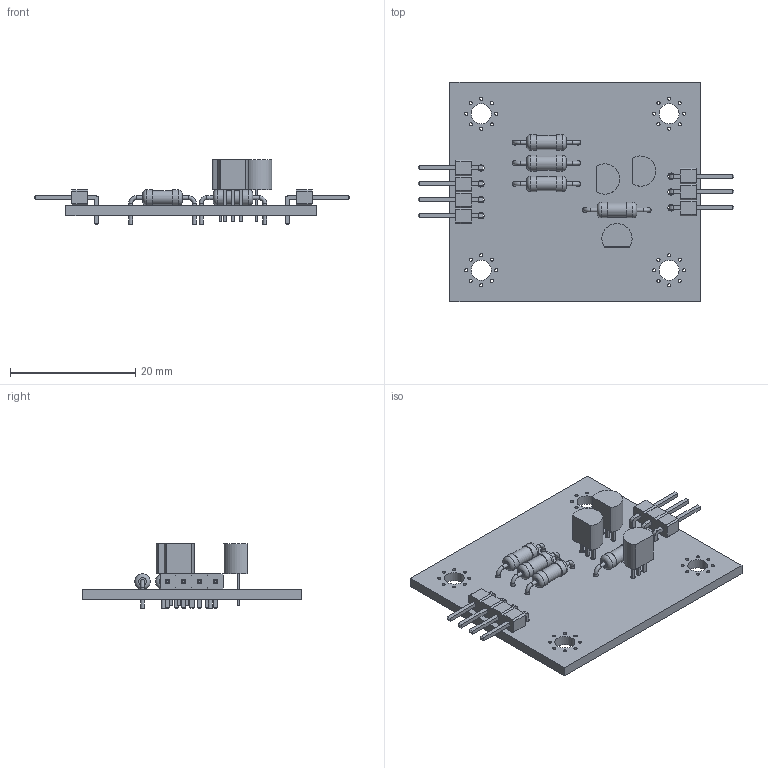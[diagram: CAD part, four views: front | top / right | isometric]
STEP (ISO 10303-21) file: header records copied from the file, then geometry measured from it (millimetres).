
FILE_DESCRIPTION(('KiCad electronic assembly'),'2;1');
FILE_NAME('OneWire_Adapter.step','2020-09-30T20:09:26',('An Author'),( 'A Company'),'Open CASCADE STEP processor 6.9', 'KiCad to STEP converter','Unknown');
FILE_SCHEMA(('AUTOMOTIVE_DESIGN { 1 0 10303 214 1 1 1 1 }'));
Length unit declared in the file: millimetre
Products named in the file (10): Open CASCADE STEP translator 6.9 1; TO-92_Inline; SOLID; R_Axial_DIN0207_L6.3mm_D2.5mm_P10.16mm_Horizontal; PinHeader_1x03_P2.54mm_Horizontal; PinHeader_1x04_P2.54mm_Horizontal; COMPOUND
Assembly tree (14 placements, depth 3):
  Open CASCADE STEP translator 6.9 1
    TO-92_Inline  x3
      SOLID
    R_Axial_DIN0207_L6.3mm_D2.5mm_P10.16mm_Horizontal  x4
      SOLID
    PinHeader_1x03_P2.54mm_Horizontal
      SOLID
    PinHeader_1x04_P2.54mm_Horizontal
      SOLID
    COMPOUND
Bounding box: 50.43 x 35 x 10.3 mm (x, y, z)
Volume: 2650.4 mm3; surface area: 4274.2 mm2
Topology: 10 solids, 10 shells, 388 faces, 907 edges, 578 vertices
Faces by surface type: plane 274, cylinder 98, torus 16
Full cylindrical faces by diameter (mm): 0.5 x32, 0.6 x16, 0.75 x9, 0.8 x8, 1 x7, 2.25 x4, 2.5 x8, 3.2 x4
Entity records: 20666 total; most frequent: CARTESIAN_POINT 3218, DIRECTION 2994, LINE 1918, VECTOR 1918, ORIENTED_EDGE 1484, PCURVE 1484, DEFINITIONAL_REPRESENTATION 1484, EDGE_CURVE 742
